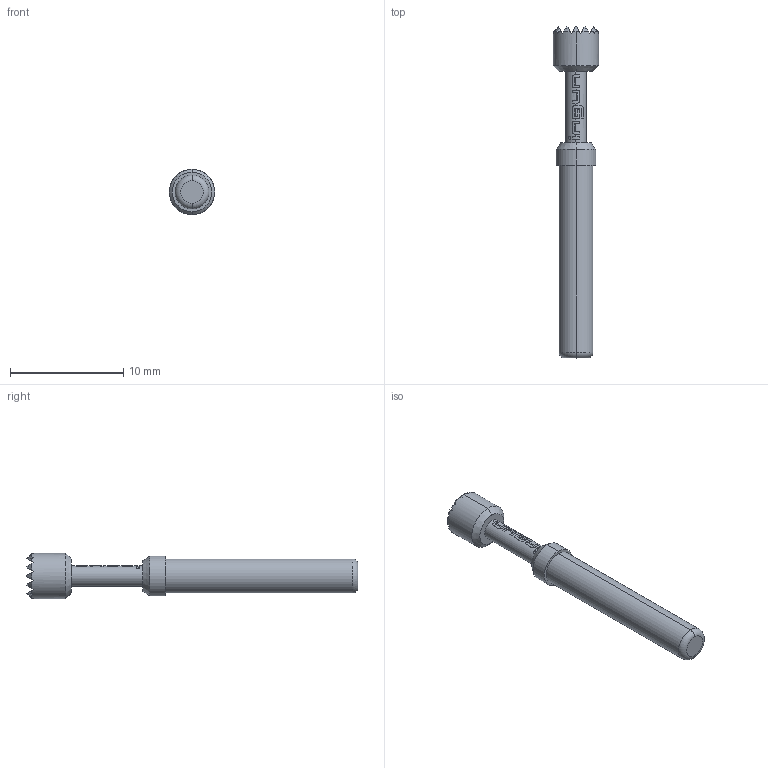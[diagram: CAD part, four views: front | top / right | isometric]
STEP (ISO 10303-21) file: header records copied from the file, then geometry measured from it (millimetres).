
FILE_DESCRIPTION (( 'STEP AP203' ), '1' );
FILE_NAME ('INGUN_GKS-103_206_400_A_xx02.STEP', '2021-12-14T13:59:18', ( 'ochi' ), ( '' ), 'SwSTEP 2.0', 'SolidWorks 2018', '' );
FILE_SCHEMA (( 'CONFIG_CONTROL_DESIGN' ));
Length unit declared in the file: millimetre
Products named in the file (1): INGUN_GKS-103_206_400_A_xx02
Bounding box: 4 x 29.3 x 4 mm (x, y, z)
Volume: 196.7 mm3; surface area: 302.8 mm2
Topology: 1 solids, 1 shells, 187 faces, 447 edges, 266 vertices
Faces by surface type: plane 85, bspline 61, cone 21, cylinder 18, torus 2
Entity records: 6631 total; most frequent: CARTESIAN_POINT 3019, ORIENTED_EDGE 894, DIRECTION 460, EDGE_CURVE 447, VERTEX_POINT 266, B_SPLINE_CURVE_WITH_KNOTS 249, EDGE_LOOP 191, FACE_OUTER_BOUND 187
